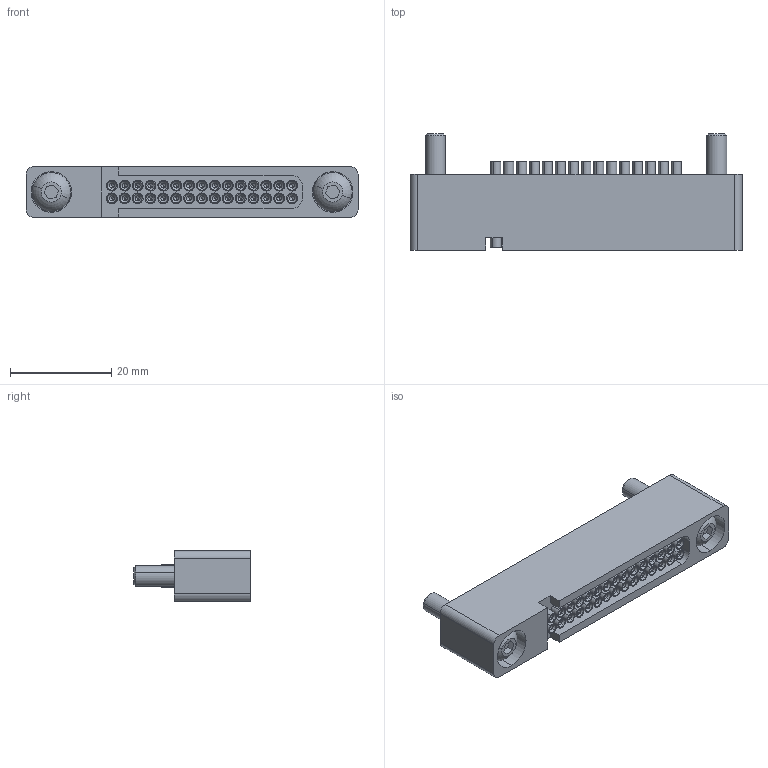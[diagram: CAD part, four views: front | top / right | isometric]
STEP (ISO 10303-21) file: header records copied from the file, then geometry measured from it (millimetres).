
FILE_DESCRIPTION (( 'STEP AP214' ), '1' );
FILE_NAME ('48740~0.STEP', '2017-04-24T09:18:04', ( '' ), ( '' ), 'SwSTEP 2.0', 'SolidWorks 2016', '' );
FILE_SCHEMA (( 'AUTOMOTIVE_DESIGN' ));
Length unit declared in the file: millimetre
Products named in the file (4): 48740~0; 48735~2_S; KT-254_L3_E02~1; ISO7380~n_M04,0x020
Assembly tree (33 placements, depth 2):
  48740~0
    48735~2_S
    KT-254_L3_E02~1  x30
    ISO7380~n_M04,0x020  x2
Bounding box: 65.5 x 23 x 10 mm (x, y, z)
Volume: 8757.6 mm3; surface area: 11053.6 mm2
Topology: 33 solids, 33 shells, 7549 faces, 21638 edges, 14131 vertices
Faces by surface type: plane 4901, cylinder 2098, cone 546, torus 4
Entity records: 12673 total; most frequent: CARTESIAN_POINT 2753, ORIENTED_EDGE 2066, DIRECTION 1999, EDGE_CURVE 1033, AXIS2_PLACEMENT_3D 774, VERTEX_POINT 680, LINE 451, VECTOR 451
